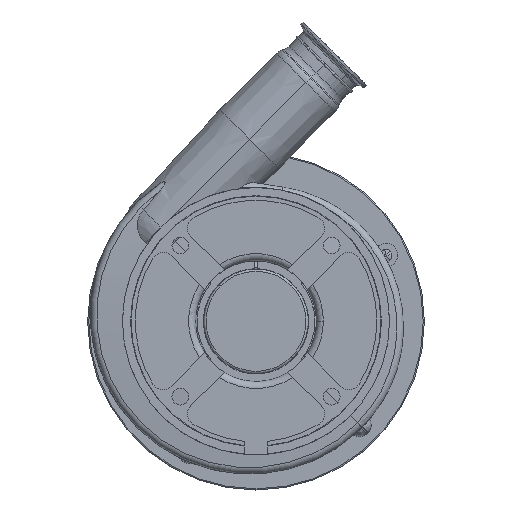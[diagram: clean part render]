
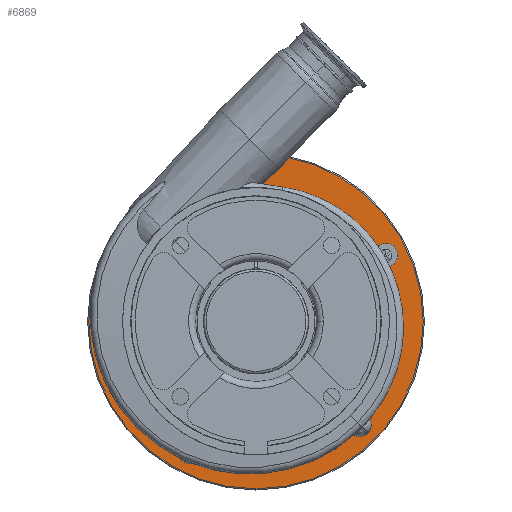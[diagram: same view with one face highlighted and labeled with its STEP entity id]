
A CAD part, top view. The second image highlights one B-rep face of the part: STEP entity #6869.
In plain terms, the highlighted planar face has unit normal (0, 0, 1).
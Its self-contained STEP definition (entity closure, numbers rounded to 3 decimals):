
#12 = DIRECTION ( 'NONE',  ( 0., 0., -1. ) ) ;
#155 = CIRCLE ( 'NONE', #11902, 10. ) ;
#305 = DIRECTION ( 'NONE',  ( 0., 0., -1. ) ) ;
#343 = CARTESIAN_POINT ( 'NONE',  ( -64.274, -105.196, -61. ) ) ;
#520 = ORIENTED_EDGE ( 'NONE', *, *, #10385, .T. ) ;
#541 = CARTESIAN_POINT ( 'NONE',  ( 115., 0., -61. ) ) ;
#638 = FACE_BOUND ( 'NONE', #11519, .T. ) ;
#728 = DIRECTION ( 'NONE',  ( -1., 0., 0. ) ) ;
#763 = EDGE_CURVE ( 'NONE', #3925, #12810, #5512, .T. ) ;
#796 = DIRECTION ( 'NONE',  ( 1., 0., 0. ) ) ;
#800 = AXIS2_PLACEMENT_3D ( 'NONE', #5810, #4214, #796 ) ;
#951 = DIRECTION ( 'NONE',  ( 0., 0., -1. ) ) ;
#965 = FACE_BOUND ( 'NONE', #6386, .T. ) ;
#1002 = DIRECTION ( 'NONE',  ( 0., 0., 1. ) ) ;
#1022 = DIRECTION ( 'NONE',  ( 0., 0., -1. ) ) ;
#1243 = DIRECTION ( 'NONE',  ( 0., 0., -1. ) ) ;
#1674 = ORIENTED_EDGE ( 'NONE', *, *, #10107, .T. ) ;
#1751 = ORIENTED_EDGE ( 'NONE', *, *, #8541, .T. ) ;
#1766 = EDGE_CURVE ( 'NONE', #5506, #11587, #10103, .T. ) ;
#1828 = CARTESIAN_POINT ( 'NONE',  ( 0., 115., -61. ) ) ;
#1848 = CARTESIAN_POINT ( 'NONE',  ( 0., 0., -61. ) ) ;
#1891 = DIRECTION ( 'NONE',  ( 0., 0., -1. ) ) ;
#2099 = CARTESIAN_POINT ( 'NONE',  ( 112.267, 57.203, -61. ) ) ;
#2313 = AXIS2_PLACEMENT_3D ( 'NONE', #3178, #951, #7902 ) ;
#2345 = AXIS2_PLACEMENT_3D ( 'NONE', #12192, #1243, #6108 ) ;
#2346 = VERTEX_POINT ( 'NONE', #2750 ) ;
#2464 = EDGE_CURVE ( 'NONE', #6890, #2941, #7063, .T. ) ;
#2750 = CARTESIAN_POINT ( 'NONE',  ( -50.132, -119.338, -61. ) ) ;
#2760 = VERTEX_POINT ( 'NONE', #2987 ) ;
#2811 = AXIS2_PLACEMENT_3D ( 'NONE', #1828, #10311, #728 ) ;
#2848 = CARTESIAN_POINT ( 'NONE',  ( -124.449, 19.711, -61. ) ) ;
#2941 = VERTEX_POINT ( 'NONE', #10076 ) ;
#2987 = CARTESIAN_POINT ( 'NONE',  ( 119.338, 50.132, -61. ) ) ;
#3128 = EDGE_LOOP ( 'NONE', ( #11028, #520 ) ) ;
#3178 = CARTESIAN_POINT ( 'NONE',  ( 89.095, -89.095, -61. ) ) ;
#3205 = EDGE_CURVE ( 'NONE', #11587, #5506, #13694, .T. ) ;
#3667 = ORIENTED_EDGE ( 'NONE', *, *, #8931, .T. ) ;
#3741 = ORIENTED_EDGE ( 'NONE', *, *, #13980, .F. ) ;
#3925 = VERTEX_POINT ( 'NONE', #7531 ) ;
#3963 = AXIS2_PLACEMENT_3D ( 'NONE', #13448, #5051, #6010 ) ;
#4162 = AXIS2_PLACEMENT_3D ( 'NONE', #8792, #12, #14794 ) ;
#4167 = DIRECTION ( 'NONE',  ( 0., 0., 1. ) ) ;
#4214 = DIRECTION ( 'NONE',  ( 0., 0., 1. ) ) ;
#4290 = ORIENTED_EDGE ( 'NONE', *, *, #2464, .T. ) ;
#4319 = CARTESIAN_POINT ( 'NONE',  ( -26.782, 131.52, -61. ) ) ;
#4398 = FACE_OUTER_BOUND ( 'NONE', #15223, .T. ) ;
#4744 = DIRECTION ( 'NONE',  ( 1., 0., 0. ) ) ;
#4822 = DIRECTION ( 'NONE',  ( -1., 0., 0. ) ) ;
#4874 = ORIENTED_EDGE ( 'NONE', *, *, #3205, .T. ) ;
#5051 = DIRECTION ( 'NONE',  ( 0., 0., 1. ) ) ;
#5428 = CIRCLE ( 'NONE', #6447, 10. ) ;
#5506 = VERTEX_POINT ( 'NONE', #15600 ) ;
#5512 = CIRCLE ( 'NONE', #14450, 10. ) ;
#5514 = EDGE_LOOP ( 'NONE', ( #10617, #3741 ) ) ;
#5600 = EDGE_CURVE ( 'NONE', #2760, #6712, #6616, .T. ) ;
#5738 = FACE_BOUND ( 'NONE', #5514, .T. ) ;
#5810 = CARTESIAN_POINT ( 'NONE',  ( 0., 0., -61. ) ) ;
#6010 = DIRECTION ( 'NONE',  ( 1., 0., 0. ) ) ;
#6108 = DIRECTION ( 'NONE',  ( -1., 0., 0. ) ) ;
#6386 = EDGE_LOOP ( 'NONE', ( #1674, #9475 ) ) ;
#6447 = AXIS2_PLACEMENT_3D ( 'NONE', #14216, #1891, #11652 ) ;
#6525 = CIRCLE ( 'NONE', #11112, 115. ) ;
#6616 = CIRCLE ( 'NONE', #11457, 10. ) ;
#6712 = VERTEX_POINT ( 'NONE', #13901 ) ;
#6771 = DIRECTION ( 'NONE',  ( -1., 0., 0. ) ) ;
#6869 = ADVANCED_FACE ( 'NONE', ( #965, #15429, #638, #12778, #6952, #5738, #4398 ), #7986, .F. ) ;
#6890 = VERTEX_POINT ( 'NONE', #4319 ) ;
#6908 = CIRCLE ( 'NONE', #800, 115. ) ;
#6952 = FACE_BOUND ( 'NONE', #12736, .T. ) ;
#6958 = CARTESIAN_POINT ( 'NONE',  ( -115., 0., -61. ) ) ;
#7063 = CIRCLE ( 'NONE', #14953, 10. ) ;
#7279 = VERTEX_POINT ( 'NONE', #541 ) ;
#7403 = CARTESIAN_POINT ( 'NONE',  ( 144., 0., -61. ) ) ;
#7412 = CIRCLE ( 'NONE', #2313, 10. ) ;
#7413 = DIRECTION ( 'NONE',  ( 0., 0., -1. ) ) ;
#7474 = CIRCLE ( 'NONE', #10026, 10. ) ;
#7531 = CARTESIAN_POINT ( 'NONE',  ( -131.52, 26.782, -61. ) ) ;
#7743 = ORIENTED_EDGE ( 'NONE', *, *, #12626, .T. ) ;
#7781 = EDGE_CURVE ( 'NONE', #9413, #13709, #7412, .T. ) ;
#7784 = EDGE_CURVE ( 'NONE', #7279, #15786, #6908, .T. ) ;
#7902 = DIRECTION ( 'NONE',  ( -1., 0., 0. ) ) ;
#7986 = PLANE ( 'NONE',  #2811 ) ;
#8015 = DIRECTION ( 'NONE',  ( -1., 0., 0. ) ) ;
#8330 = AXIS2_PLACEMENT_3D ( 'NONE', #2099, #15783, #4822 ) ;
#8541 = EDGE_CURVE ( 'NONE', #2941, #6890, #9502, .T. ) ;
#8792 = CARTESIAN_POINT ( 'NONE',  ( -57.203, -112.267, -61. ) ) ;
#8931 = EDGE_CURVE ( 'NONE', #13709, #9413, #7474, .T. ) ;
#9413 = VERTEX_POINT ( 'NONE', #12853 ) ;
#9475 = ORIENTED_EDGE ( 'NONE', *, *, #13307, .T. ) ;
#9502 = CIRCLE ( 'NONE', #2345, 10. ) ;
#9727 = ORIENTED_EDGE ( 'NONE', *, *, #763, .T. ) ;
#9880 = CARTESIAN_POINT ( 'NONE',  ( -117.378, 12.64, -61. ) ) ;
#9895 = DIRECTION ( 'NONE',  ( -1., 0., 0. ) ) ;
#10026 = AXIS2_PLACEMENT_3D ( 'NONE', #15571, #1022, #6771 ) ;
#10060 = CARTESIAN_POINT ( 'NONE',  ( 112.267, 57.203, -61. ) ) ;
#10076 = CARTESIAN_POINT ( 'NONE',  ( -12.64, 117.378, -61. ) ) ;
#10103 = CIRCLE ( 'NONE', #3963, 144. ) ;
#10107 = EDGE_CURVE ( 'NONE', #2346, #14110, #155, .T. ) ;
#10311 = DIRECTION ( 'NONE',  ( 0., 0., -1. ) ) ;
#10385 = EDGE_CURVE ( 'NONE', #6712, #2760, #11919, .T. ) ;
#10442 = CARTESIAN_POINT ( 'NONE',  ( 82.024, -82.024, -61. ) ) ;
#10617 = ORIENTED_EDGE ( 'NONE', *, *, #7784, .F. ) ;
#11028 = ORIENTED_EDGE ( 'NONE', *, *, #5600, .T. ) ;
#11112 = AXIS2_PLACEMENT_3D ( 'NONE', #1848, #4167, #11606 ) ;
#11457 = AXIS2_PLACEMENT_3D ( 'NONE', #10060, #305, #14927 ) ;
#11519 = EDGE_LOOP ( 'NONE', ( #1751, #4290 ) ) ;
#11587 = VERTEX_POINT ( 'NONE', #7403 ) ;
#11598 = EDGE_LOOP ( 'NONE', ( #14081, #3667 ) ) ;
#11606 = DIRECTION ( 'NONE',  ( 1., 0., 0. ) ) ;
#11652 = DIRECTION ( 'NONE',  ( -1., 0., 0. ) ) ;
#11902 = AXIS2_PLACEMENT_3D ( 'NONE', #13484, #7413, #9895 ) ;
#11919 = CIRCLE ( 'NONE', #8330, 10. ) ;
#12024 = CARTESIAN_POINT ( 'NONE',  ( 0., 0., -61. ) ) ;
#12090 = CIRCLE ( 'NONE', #4162, 10. ) ;
#12192 = CARTESIAN_POINT ( 'NONE',  ( -19.711, 124.449, -61. ) ) ;
#12626 = EDGE_CURVE ( 'NONE', #12810, #3925, #5428, .T. ) ;
#12736 = EDGE_LOOP ( 'NONE', ( #7743, #9727 ) ) ;
#12778 = FACE_BOUND ( 'NONE', #11598, .T. ) ;
#12801 = DIRECTION ( 'NONE',  ( 0., 0., -1. ) ) ;
#12810 = VERTEX_POINT ( 'NONE', #9880 ) ;
#12853 = CARTESIAN_POINT ( 'NONE',  ( 96.167, -96.167, -61. ) ) ;
#13307 = EDGE_CURVE ( 'NONE', #14110, #2346, #12090, .T. ) ;
#13448 = CARTESIAN_POINT ( 'NONE',  ( 0., 0., -61. ) ) ;
#13484 = CARTESIAN_POINT ( 'NONE',  ( -57.203, -112.267, -61. ) ) ;
#13694 = CIRCLE ( 'NONE', #15751, 144. ) ;
#13709 = VERTEX_POINT ( 'NONE', #10442 ) ;
#13799 = DIRECTION ( 'NONE',  ( 0., 0., -1. ) ) ;
#13901 = CARTESIAN_POINT ( 'NONE',  ( 105.196, 64.274, -61. ) ) ;
#13980 = EDGE_CURVE ( 'NONE', #15786, #7279, #6525, .T. ) ;
#14081 = ORIENTED_EDGE ( 'NONE', *, *, #7781, .T. ) ;
#14110 = VERTEX_POINT ( 'NONE', #343 ) ;
#14216 = CARTESIAN_POINT ( 'NONE',  ( -124.449, 19.711, -61. ) ) ;
#14450 = AXIS2_PLACEMENT_3D ( 'NONE', #2848, #13799, #14999 ) ;
#14671 = ORIENTED_EDGE ( 'NONE', *, *, #1766, .T. ) ;
#14794 = DIRECTION ( 'NONE',  ( -1., 0., 0. ) ) ;
#14927 = DIRECTION ( 'NONE',  ( -1., 0., 0. ) ) ;
#14953 = AXIS2_PLACEMENT_3D ( 'NONE', #15378, #12801, #8015 ) ;
#14999 = DIRECTION ( 'NONE',  ( -1., 0., 0. ) ) ;
#15223 = EDGE_LOOP ( 'NONE', ( #4874, #14671 ) ) ;
#15378 = CARTESIAN_POINT ( 'NONE',  ( -19.711, 124.449, -61. ) ) ;
#15429 = FACE_BOUND ( 'NONE', #3128, .T. ) ;
#15571 = CARTESIAN_POINT ( 'NONE',  ( 89.095, -89.095, -61. ) ) ;
#15600 = CARTESIAN_POINT ( 'NONE',  ( -144., 0., -61. ) ) ;
#15751 = AXIS2_PLACEMENT_3D ( 'NONE', #12024, #1002, #4744 ) ;
#15783 = DIRECTION ( 'NONE',  ( 0., 0., -1. ) ) ;
#15786 = VERTEX_POINT ( 'NONE', #6958 ) ;
